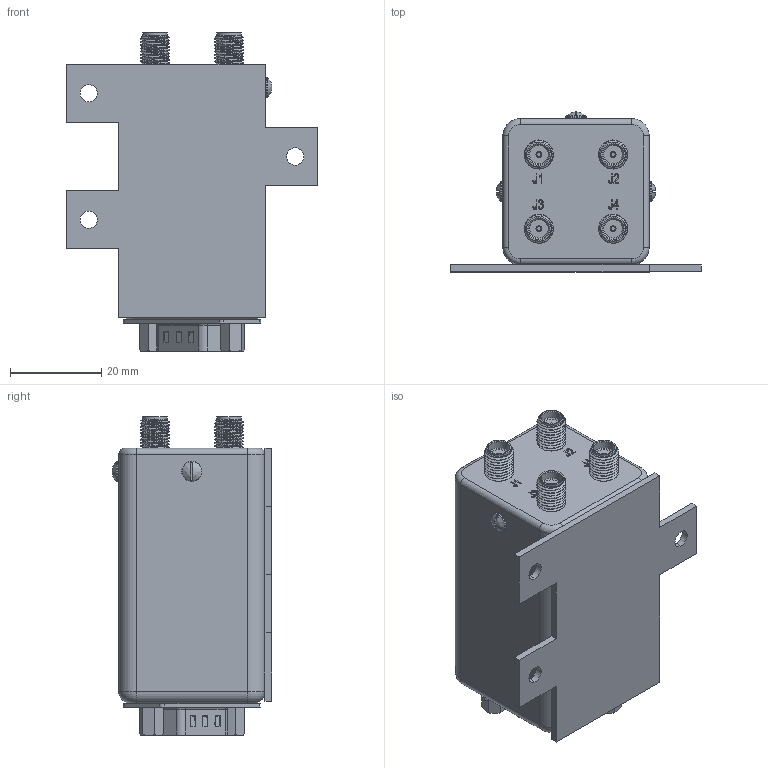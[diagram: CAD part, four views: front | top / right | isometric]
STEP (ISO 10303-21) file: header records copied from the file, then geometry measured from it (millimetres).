
FILE_DESCRIPTION (( 'STEP AP214' ), '1' );
FILE_NAME ('FMSW6388_3D.step', '2024-08-23T21:03:21', ( '' ), ( '' ), 'SwSTEP 2.0', 'SolidWorks 2022', '' );
FILE_SCHEMA (( 'AUTOMOTIVE_DESIGN' ));
Length unit declared in the file: inch
Products named in the file (1): FMSW6388_3D
Bounding box: 54.86 x 35.01 x 69.65 mm (x, y, z)
Volume: 60885.7 mm3; surface area: 15817.9 mm2
Topology: 2 solids, 12 shells, 610 faces, 1514 edges, 974 vertices
Faces by surface type: plane 219, cylinder 203, bspline 83, cone 64, torus 23, sphere 18
Entity records: 27975 total; most frequent: CARTESIAN_POINT 14466, ORIENTED_EDGE 2956, DIRECTION 2529, EDGE_CURVE 1478, VERTEX_POINT 956, AXIS2_PLACEMENT_3D 897, VECTOR 735, LINE 735
